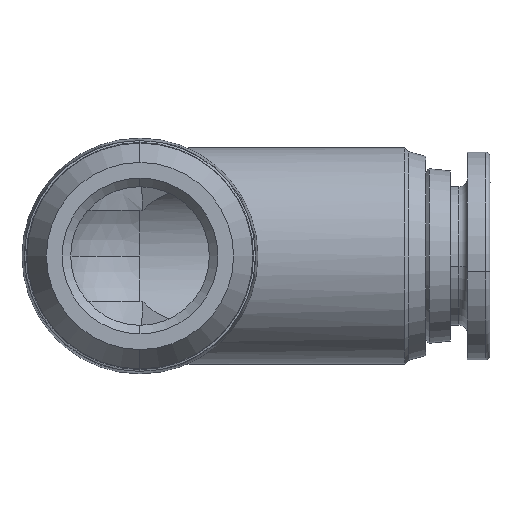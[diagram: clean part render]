
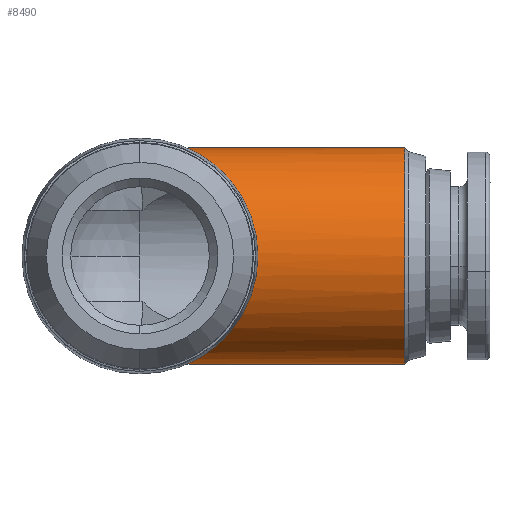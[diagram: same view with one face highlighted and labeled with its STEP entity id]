
A CAD part, front view. The second image highlights one B-rep face of the part: STEP entity #8490.
In plain terms, the highlighted cylindrical face has radius 6.25 mm (diameter 12.5 mm), a partial arc.
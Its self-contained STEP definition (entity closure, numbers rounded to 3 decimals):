
#234 = CARTESIAN_POINT ( 'NONE',  ( 15.268, 10., 0. ) ) ;
#335 = CARTESIAN_POINT ( 'NONE',  ( 2.1, 8.716, 6.117 ) ) ;
#681 = CARTESIAN_POINT ( 'NONE',  ( 1.801, 8.199, 5.985 ) ) ;
#800 = DIRECTION ( 'NONE',  ( -1., 0., 0. ) ) ;
#813 = VERTEX_POINT ( 'NONE', #4083 ) ;
#873 = ORIENTED_EDGE ( 'NONE', *, *, #6207, .F. ) ;
#890 = CIRCLE ( 'NONE', #2106, 6.25 ) ;
#910 = DIRECTION ( 'NONE',  ( 0., 0., -1. ) ) ;
#1065 = ORIENTED_EDGE ( 'NONE', *, *, #7349, .F. ) ;
#1082 = VERTEX_POINT ( 'NONE', #5495 ) ;
#1214 = VERTEX_POINT ( 'NONE', #7295 ) ;
#1464 = ORIENTED_EDGE ( 'NONE', *, *, #3843, .T. ) ;
#1581 = CARTESIAN_POINT ( 'NONE',  ( 0., 10., -6.25 ) ) ;
#1945 = EDGE_CURVE ( 'NONE', #1214, #7903, #5836, .T. ) ;
#2106 = AXIS2_PLACEMENT_3D ( 'NONE', #234, #4843, #910 ) ;
#2272 = CARTESIAN_POINT ( 'NONE',  ( 2.842, 10., -6.25 ) ) ;
#2316 =( BOUNDED_CURVE ( )  B_SPLINE_CURVE ( 3, ( #7270, #2677, #8579, #4618 ),
 .UNSPECIFIED., .F., .F. ) 
 B_SPLINE_CURVE_WITH_KNOTS ( ( 4, 4 ),
 ( 1.278, 1.541 ),
 .UNSPECIFIED. ) 
 CURVE ( )  GEOMETRIC_REPRESENTATION_ITEM ( )  RATIONAL_B_SPLINE_CURVE ( ( 1., 0.994, 0.994, 1. ) ) 
 REPRESENTATION_ITEM ( '' )  );
#2464 = CARTESIAN_POINT ( 'NONE',  ( 15.268, 10., -6.25 ) ) ;
#2677 = CARTESIAN_POINT ( 'NONE',  ( 2.104, 8.723, -6.143 ) ) ;
#2749 =( BOUNDED_CURVE ( )  B_SPLINE_CURVE ( 3, ( #6605, #7283, #4630, #681 ),
 .UNSPECIFIED., .F., .T. ) 
 B_SPLINE_CURVE_WITH_KNOTS ( ( 4, 4 ),
 ( 1.863, 4.42 ),
 .UNSPECIFIED. ) 
 CURVE ( )  GEOMETRIC_REPRESENTATION_ITEM ( )  RATIONAL_B_SPLINE_CURVE ( ( 1., 0.525, 0.525, 1. ) ) 
 REPRESENTATION_ITEM ( '' )  );
#3181 = CARTESIAN_POINT ( 'NONE',  ( 2.733, 9.812, -6.247 ) ) ;
#3219 = EDGE_CURVE ( 'NONE', #1214, #1082, #3879, .T. ) ;
#3224 = CARTESIAN_POINT ( 'NONE',  ( 1.801, 8.199, 5.985 ) ) ;
#3307 = EDGE_CURVE ( 'NONE', #1082, #4723, #8478, .T. ) ;
#3570 = CARTESIAN_POINT ( 'NONE',  ( 2.733, 9.812, -6.247 ) ) ;
#3594 = DIRECTION ( 'NONE',  ( -1., 0., 0. ) ) ;
#3638 = CARTESIAN_POINT ( 'NONE',  ( 2.369, 9.182, 6.21 ) ) ;
#3756 = VERTEX_POINT ( 'NONE', #5528 ) ;
#3810 = B_SPLINE_CURVE_WITH_KNOTS ( 'NONE', 3,
 ( #2272, #6169, #7531, #3570 ),
 .UNSPECIFIED., .F., .F.,
 ( 4, 4 ),
 ( 0.923, 1. ),
 .UNSPECIFIED. ) ;
#3843 = EDGE_CURVE ( 'NONE', #6312, #4723, #6713, .T. ) ;
#3850 = CARTESIAN_POINT ( 'NONE',  ( 2.138, 8.781, 6.13 ) ) ;
#3879 = B_SPLINE_CURVE_WITH_KNOTS ( 'NONE', 3,
 ( #6718, #4943, #335, #3850 ),
 .UNSPECIFIED., .F., .F.,
 ( 4, 4 ),
 ( 0.03, 0.03 ),
 .UNSPECIFIED. ) ;
#4083 = CARTESIAN_POINT ( 'NONE',  ( 1.801, 8.199, -5.985 ) ) ;
#4198 = CARTESIAN_POINT ( 'NONE',  ( 1.801, 8.199, 5.985 ) ) ;
#4511 = ORIENTED_EDGE ( 'NONE', *, *, #1945, .T. ) ;
#4550 = CARTESIAN_POINT ( 'NONE',  ( 1.95, 8.456, 6.058 ) ) ;
#4618 = CARTESIAN_POINT ( 'NONE',  ( 2.733, 9.812, -6.247 ) ) ;
#4630 = CARTESIAN_POINT ( 'NONE',  ( 9.072, 0.928, 3.796 ) ) ;
#4685 = CARTESIAN_POINT ( 'NONE',  ( 2.138, 8.781, 6.13 ) ) ;
#4723 = VERTEX_POINT ( 'NONE', #6570 ) ;
#4843 = DIRECTION ( 'NONE',  ( 1., 0., 0. ) ) ;
#4912 = ORIENTED_EDGE ( 'NONE', *, *, #6410, .F. ) ;
#4943 = CARTESIAN_POINT ( 'NONE',  ( 2.063, 8.651, 6.103 ) ) ;
#4979 = VECTOR ( 'NONE', #6684, 1000. ) ;
#5145 = ORIENTED_EDGE ( 'NONE', *, *, #8109, .F. ) ;
#5344 = CARTESIAN_POINT ( 'NONE',  ( 15.268, 10., 6.25 ) ) ;
#5374 = CARTESIAN_POINT ( 'NONE',  ( 2.605, 9.591, 6.25 ) ) ;
#5495 = CARTESIAN_POINT ( 'NONE',  ( 2.138, 8.781, 6.13 ) ) ;
#5503 = CYLINDRICAL_SURFACE ( 'NONE', #7065, 6.25 ) ;
#5528 = CARTESIAN_POINT ( 'NONE',  ( 2.842, 10., -6.25 ) ) ;
#5558 = ORIENTED_EDGE ( 'NONE', *, *, #7508, .T. ) ;
#5836 =( BOUNDED_CURVE ( )  B_SPLINE_CURVE ( 3, ( #6065, #4550, #8573, #4198 ),
 .UNSPECIFIED., .F., .F. ) 
 B_SPLINE_CURVE_WITH_KNOTS ( ( 4, 4 ),
 ( 4.941, 5.005 ),
 .UNSPECIFIED. ) 
 CURVE ( )  GEOMETRIC_REPRESENTATION_ITEM ( )  RATIONAL_B_SPLINE_CURVE ( ( 1., 1., 1., 1. ) ) 
 REPRESENTATION_ITEM ( '' )  );
#6065 = CARTESIAN_POINT ( 'NONE',  ( 2.025, 8.586, 6.088 ) ) ;
#6083 = EDGE_LOOP ( 'NONE', ( #873, #5145, #1464, #7091, #7667, #4511, #1065, #5558, #4912 ) ) ;
#6169 = CARTESIAN_POINT ( 'NONE',  ( 2.805, 9.937, -6.25 ) ) ;
#6207 = EDGE_CURVE ( 'NONE', #7845, #3756, #7902, .T. ) ;
#6220 = FACE_OUTER_BOUND ( 'NONE', #6083, .T. ) ;
#6244 = CARTESIAN_POINT ( 'NONE',  ( 2.842, 10., 6.25 ) ) ;
#6312 = VERTEX_POINT ( 'NONE', #5344 ) ;
#6410 = EDGE_CURVE ( 'NONE', #3756, #7068, #3810, .T. ) ;
#6570 = CARTESIAN_POINT ( 'NONE',  ( 2.842, 10., 6.25 ) ) ;
#6605 = CARTESIAN_POINT ( 'NONE',  ( 1.801, 8.199, -5.985 ) ) ;
#6684 = DIRECTION ( 'NONE',  ( -1., 0., 0. ) ) ;
#6713 = LINE ( 'NONE', #7333, #8057 ) ;
#6718 = CARTESIAN_POINT ( 'NONE',  ( 2.025, 8.586, 6.088 ) ) ;
#6906 = DIRECTION ( 'NONE',  ( 0., 0., 1. ) ) ;
#7065 = AXIS2_PLACEMENT_3D ( 'NONE', #8201, #3594, #6906 ) ;
#7068 = VERTEX_POINT ( 'NONE', #3181 ) ;
#7091 = ORIENTED_EDGE ( 'NONE', *, *, #3307, .F. ) ;
#7270 = CARTESIAN_POINT ( 'NONE',  ( 1.801, 8.199, -5.985 ) ) ;
#7283 = CARTESIAN_POINT ( 'NONE',  ( 9.072, 0.928, -3.796 ) ) ;
#7295 = CARTESIAN_POINT ( 'NONE',  ( 2.025, 8.586, 6.088 ) ) ;
#7333 = CARTESIAN_POINT ( 'NONE',  ( 0., 10., 6.25 ) ) ;
#7349 = EDGE_CURVE ( 'NONE', #813, #7903, #2749, .T. ) ;
#7508 = EDGE_CURVE ( 'NONE', #813, #7068, #2316, .T. ) ;
#7531 = CARTESIAN_POINT ( 'NONE',  ( 2.769, 9.875, -6.249 ) ) ;
#7667 = ORIENTED_EDGE ( 'NONE', *, *, #3219, .F. ) ;
#7845 = VERTEX_POINT ( 'NONE', #2464 ) ;
#7902 = LINE ( 'NONE', #1581, #4979 ) ;
#7903 = VERTEX_POINT ( 'NONE', #3224 ) ;
#8057 = VECTOR ( 'NONE', #800, 1000. ) ;
#8109 = EDGE_CURVE ( 'NONE', #6312, #7845, #890, .T. ) ;
#8201 = CARTESIAN_POINT ( 'NONE',  ( 0., 10., 0. ) ) ;
#8478 = B_SPLINE_CURVE_WITH_KNOTS ( 'NONE', 3,
 ( #4685, #3638, #5374, #6244 ),
 .UNSPECIFIED., .F., .F.,
 ( 4, 4 ),
 ( 0., 0.549 ),
 .UNSPECIFIED. ) ;
#8490 = ADVANCED_FACE ( 'NONE', ( #6220 ), #5503, .T. ) ;
#8573 = CARTESIAN_POINT ( 'NONE',  ( 1.875, 8.327, 6.023 ) ) ;
#8579 = CARTESIAN_POINT ( 'NONE',  ( 2.417, 9.264, -6.231 ) ) ;
